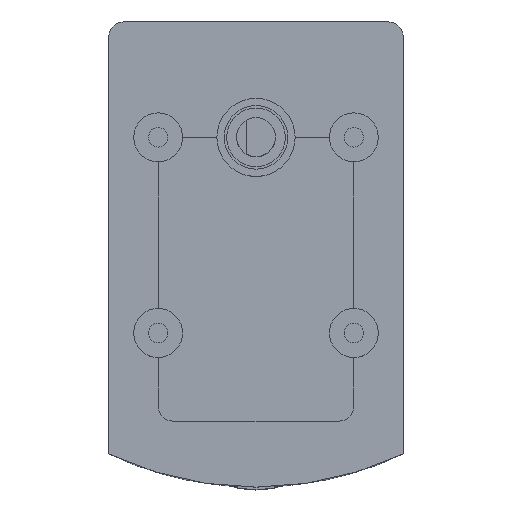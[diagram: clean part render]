
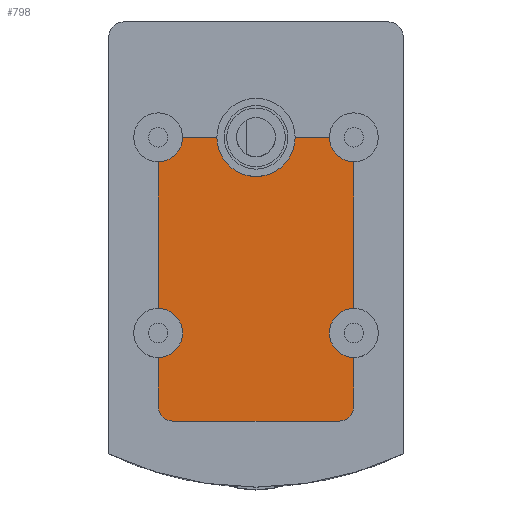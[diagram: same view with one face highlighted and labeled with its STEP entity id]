
A CAD part, top view. The second image highlights one B-rep face of the part: STEP entity #798.
In plain terms, the highlighted planar face has unit normal (0, 0, 1).
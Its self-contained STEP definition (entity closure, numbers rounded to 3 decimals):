
#26 = CIRCLE ( 'NONE', #1159, 3. ) ;
#94 = ORIENTED_EDGE ( 'NONE', *, *, #4441, .T. ) ;
#117 = VERTEX_POINT ( 'NONE', #4691 ) ;
#121 = CARTESIAN_POINT ( 'NONE',  ( -17., -31.05, 20. ) ) ;
#184 = CARTESIAN_POINT ( 'NONE',  ( -20., -21.05, 20. ) ) ;
#312 = ORIENTED_EDGE ( 'NONE', *, *, #1524, .T. ) ;
#472 = EDGE_CURVE ( 'NONE', #768, #512, #1225, .T. ) ;
#490 = VERTEX_POINT ( 'NONE', #6744 ) ;
#512 = VERTEX_POINT ( 'NONE', #2913 ) ;
#602 = CARTESIAN_POINT ( 'NONE',  ( -20., 23.95, 20. ) ) ;
#679 = EDGE_CURVE ( 'NONE', #5032, #5664, #7150, .T. ) ;
#686 = CARTESIAN_POINT ( 'NONE',  ( -20., 18.95, 20. ) ) ;
#712 = AXIS2_PLACEMENT_3D ( 'NONE', #6393, #5040, #2667 ) ;
#724 = EDGE_CURVE ( 'NONE', #5151, #6526, #4908, .T. ) ;
#768 = VERTEX_POINT ( 'NONE', #686 ) ;
#792 = CARTESIAN_POINT ( 'NONE',  ( -17., -34.05, 20. ) ) ;
#798 = ADVANCED_FACE ( 'NONE', ( #8031 ), #5698, .T. ) ;
#927 = VECTOR ( 'NONE', #3054, 1000. ) ;
#975 = CARTESIAN_POINT ( 'NONE',  ( 20., 23.95, 20. ) ) ;
#1032 = CARTESIAN_POINT ( 'NONE',  ( -20., -34.05, 20. ) ) ;
#1063 = ORIENTED_EDGE ( 'NONE', *, *, #2095, .T. ) ;
#1103 = CARTESIAN_POINT ( 'NONE',  ( 20., -16.05, 20. ) ) ;
#1159 = AXIS2_PLACEMENT_3D ( 'NONE', #5594, #6184, #1858 ) ;
#1225 = LINE ( 'NONE', #3121, #1800 ) ;
#1232 = CARTESIAN_POINT ( 'NONE',  ( 20., 23.95, 20. ) ) ;
#1299 = CIRCLE ( 'NONE', #3792, 5. ) ;
#1356 = CARTESIAN_POINT ( 'NONE',  ( 20., 18.95, 20. ) ) ;
#1377 = ORIENTED_EDGE ( 'NONE', *, *, #6438, .T. ) ;
#1378 = ORIENTED_EDGE ( 'NONE', *, *, #7359, .F. ) ;
#1524 = EDGE_CURVE ( 'NONE', #4368, #117, #6228, .T. ) ;
#1539 = CARTESIAN_POINT ( 'NONE',  ( 20., -31.05, 20. ) ) ;
#1655 = ORIENTED_EDGE ( 'NONE', *, *, #7291, .F. ) ;
#1663 = VERTEX_POINT ( 'NONE', #7231 ) ;
#1676 = AXIS2_PLACEMENT_3D ( 'NONE', #1103, #4252, #6692 ) ;
#1792 = CARTESIAN_POINT ( 'NONE',  ( -20., -16.05, 20. ) ) ;
#1800 = VECTOR ( 'NONE', #2637, 1000. ) ;
#1858 = DIRECTION ( 'NONE',  ( 1., 0., 0. ) ) ;
#1862 = AXIS2_PLACEMENT_3D ( 'NONE', #6708, #3483, #2336 ) ;
#1881 = DIRECTION ( 'NONE',  ( 1., 0., 0. ) ) ;
#1887 = LINE ( 'NONE', #1032, #4315 ) ;
#1990 = AXIS2_PLACEMENT_3D ( 'NONE', #6652, #7923, #4134 ) ;
#1996 = CARTESIAN_POINT ( 'NONE',  ( -20., 23.95, 20. ) ) ;
#2095 = EDGE_CURVE ( 'NONE', #2591, #4192, #6024, .T. ) ;
#2137 = AXIS2_PLACEMENT_3D ( 'NONE', #4101, #4123, #2827 ) ;
#2320 = CARTESIAN_POINT ( 'NONE',  ( -20., -31.05, 20. ) ) ;
#2336 = DIRECTION ( 'NONE',  ( 1., 0., 0. ) ) ;
#2389 = DIRECTION ( 'NONE',  ( 1., 0., 0. ) ) ;
#2483 = CIRCLE ( 'NONE', #1862, 5. ) ;
#2591 = VERTEX_POINT ( 'NONE', #6536 ) ;
#2637 = DIRECTION ( 'NONE',  ( 0., -1., 0. ) ) ;
#2667 = DIRECTION ( 'NONE',  ( 1., 0., 0. ) ) ;
#2752 = CIRCLE ( 'NONE', #7348, 5. ) ;
#2782 = VERTEX_POINT ( 'NONE', #6611 ) ;
#2790 = DIRECTION ( 'NONE',  ( 0., 0., 1. ) ) ;
#2827 = DIRECTION ( 'NONE',  ( 1., 0., 0. ) ) ;
#2913 = CARTESIAN_POINT ( 'NONE',  ( -20., -11.05, 20. ) ) ;
#2914 = VECTOR ( 'NONE', #6295, 1000. ) ;
#3027 = ORIENTED_EDGE ( 'NONE', *, *, #6933, .T. ) ;
#3032 = ORIENTED_EDGE ( 'NONE', *, *, #679, .T. ) ;
#3054 = DIRECTION ( 'NONE',  ( 0., 1., 0. ) ) ;
#3121 = CARTESIAN_POINT ( 'NONE',  ( -20., 23.95, 20. ) ) ;
#3236 = CIRCLE ( 'NONE', #1990, 5. ) ;
#3240 = ORIENTED_EDGE ( 'NONE', *, *, #4313, .F. ) ;
#3478 = DIRECTION ( 'NONE',  ( 0., 1., 0. ) ) ;
#3483 = DIRECTION ( 'NONE',  ( 0., 0., 1. ) ) ;
#3784 = EDGE_CURVE ( 'NONE', #117, #2782, #7154, .T. ) ;
#3792 = AXIS2_PLACEMENT_3D ( 'NONE', #1792, #7447, #2389 ) ;
#3910 = ORIENTED_EDGE ( 'NONE', *, *, #724, .T. ) ;
#4043 = VERTEX_POINT ( 'NONE', #4287 ) ;
#4101 = CARTESIAN_POINT ( 'NONE',  ( 0., 23.95, 20. ) ) ;
#4123 = DIRECTION ( 'NONE',  ( 0., 0., -1. ) ) ;
#4134 = DIRECTION ( 'NONE',  ( 1., 0., 0. ) ) ;
#4192 = VERTEX_POINT ( 'NONE', #1356 ) ;
#4252 = DIRECTION ( 'NONE',  ( 0., 0., 1. ) ) ;
#4287 = CARTESIAN_POINT ( 'NONE',  ( 15., -16.05, 20. ) ) ;
#4300 = LINE ( 'NONE', #5508, #8011 ) ;
#4313 = EDGE_CURVE ( 'NONE', #4583, #512, #4802, .T. ) ;
#4315 = VECTOR ( 'NONE', #1881, 1000. ) ;
#4368 = VERTEX_POINT ( 'NONE', #4781 ) ;
#4441 = EDGE_CURVE ( 'NONE', #6526, #1663, #1887, .T. ) ;
#4583 = VERTEX_POINT ( 'NONE', #5312 ) ;
#4635 = ORIENTED_EDGE ( 'NONE', *, *, #5235, .F. ) ;
#4691 = CARTESIAN_POINT ( 'NONE',  ( 8., 23.95, 20. ) ) ;
#4781 = CARTESIAN_POINT ( 'NONE',  ( 15., 23.95, 20. ) ) ;
#4802 = CIRCLE ( 'NONE', #7029, 5. ) ;
#4839 = DIRECTION ( 'NONE',  ( 0., -1., 0. ) ) ;
#4908 = CIRCLE ( 'NONE', #5721, 3. ) ;
#4956 = DIRECTION ( 'NONE',  ( 0., 0., 1. ) ) ;
#5032 = VERTEX_POINT ( 'NONE', #1539 ) ;
#5040 = DIRECTION ( 'NONE',  ( 0., 0., 1. ) ) ;
#5149 = ORIENTED_EDGE ( 'NONE', *, *, #6706, .F. ) ;
#5151 = VERTEX_POINT ( 'NONE', #2320 ) ;
#5235 = EDGE_CURVE ( 'NONE', #4043, #5664, #7819, .T. ) ;
#5312 = CARTESIAN_POINT ( 'NONE',  ( -15., -16.05, 20. ) ) ;
#5508 = CARTESIAN_POINT ( 'NONE',  ( -20., 23.95, 20. ) ) ;
#5523 = EDGE_LOOP ( 'NONE', ( #312, #6348, #6516, #5149, #5819, #3240, #1378, #3027, #3910, #94, #1377, #3032, #4635, #1655, #1063, #5953 ) ) ;
#5587 = DIRECTION ( 'NONE',  ( 1., 0., 0. ) ) ;
#5594 = CARTESIAN_POINT ( 'NONE',  ( 17., -31.05, 20. ) ) ;
#5606 = DIRECTION ( 'NONE',  ( -1., 0., 0. ) ) ;
#5664 = VERTEX_POINT ( 'NONE', #6113 ) ;
#5698 = PLANE ( 'NONE',  #712 ) ;
#5721 = AXIS2_PLACEMENT_3D ( 'NONE', #121, #6985, #7017 ) ;
#5817 = CARTESIAN_POINT ( 'NONE',  ( 20., 23.95, 20. ) ) ;
#5819 = ORIENTED_EDGE ( 'NONE', *, *, #472, .T. ) ;
#5917 = VERTEX_POINT ( 'NONE', #184 ) ;
#5953 = ORIENTED_EDGE ( 'NONE', *, *, #6050, .F. ) ;
#6024 = LINE ( 'NONE', #975, #6123 ) ;
#6050 = EDGE_CURVE ( 'NONE', #4368, #4192, #2752, .T. ) ;
#6113 = CARTESIAN_POINT ( 'NONE',  ( 20., -21.05, 20. ) ) ;
#6123 = VECTOR ( 'NONE', #3478, 1000. ) ;
#6184 = DIRECTION ( 'NONE',  ( 0., 0., 1. ) ) ;
#6228 = LINE ( 'NONE', #1996, #2914 ) ;
#6295 = DIRECTION ( 'NONE',  ( -1., 0., 0. ) ) ;
#6348 = ORIENTED_EDGE ( 'NONE', *, *, #3784, .T. ) ;
#6393 = CARTESIAN_POINT ( 'NONE',  ( 0., 0., 20. ) ) ;
#6438 = EDGE_CURVE ( 'NONE', #1663, #5032, #26, .T. ) ;
#6516 = ORIENTED_EDGE ( 'NONE', *, *, #7476, .T. ) ;
#6526 = VERTEX_POINT ( 'NONE', #792 ) ;
#6536 = CARTESIAN_POINT ( 'NONE',  ( 20., -11.05, 20. ) ) ;
#6611 = CARTESIAN_POINT ( 'NONE',  ( -8., 23.95, 20. ) ) ;
#6615 = LINE ( 'NONE', #602, #7705 ) ;
#6652 = CARTESIAN_POINT ( 'NONE',  ( -20., 23.95, 20. ) ) ;
#6692 = DIRECTION ( 'NONE',  ( 1., 0., 0. ) ) ;
#6706 = EDGE_CURVE ( 'NONE', #768, #490, #3236, .T. ) ;
#6708 = CARTESIAN_POINT ( 'NONE',  ( 20., -16.05, 20. ) ) ;
#6744 = CARTESIAN_POINT ( 'NONE',  ( -15., 23.95, 20. ) ) ;
#6851 = CARTESIAN_POINT ( 'NONE',  ( -20., -16.05, 20. ) ) ;
#6933 = EDGE_CURVE ( 'NONE', #5917, #5151, #6615, .T. ) ;
#6985 = DIRECTION ( 'NONE',  ( 0., 0., 1. ) ) ;
#7017 = DIRECTION ( 'NONE',  ( 1., 0., 0. ) ) ;
#7029 = AXIS2_PLACEMENT_3D ( 'NONE', #6851, #4956, #5587 ) ;
#7142 = DIRECTION ( 'NONE',  ( 1., 0., 0. ) ) ;
#7150 = LINE ( 'NONE', #1232, #927 ) ;
#7154 = CIRCLE ( 'NONE', #2137, 8. ) ;
#7231 = CARTESIAN_POINT ( 'NONE',  ( 17., -34.05, 20. ) ) ;
#7291 = EDGE_CURVE ( 'NONE', #2591, #4043, #2483, .T. ) ;
#7348 = AXIS2_PLACEMENT_3D ( 'NONE', #5817, #2790, #7142 ) ;
#7359 = EDGE_CURVE ( 'NONE', #5917, #4583, #1299, .T. ) ;
#7447 = DIRECTION ( 'NONE',  ( 0., 0., 1. ) ) ;
#7476 = EDGE_CURVE ( 'NONE', #2782, #490, #4300, .T. ) ;
#7705 = VECTOR ( 'NONE', #4839, 1000. ) ;
#7819 = CIRCLE ( 'NONE', #1676, 5. ) ;
#7923 = DIRECTION ( 'NONE',  ( 0., 0., 1. ) ) ;
#8011 = VECTOR ( 'NONE', #5606, 1000. ) ;
#8031 = FACE_OUTER_BOUND ( 'NONE', #5523, .T. ) ;
